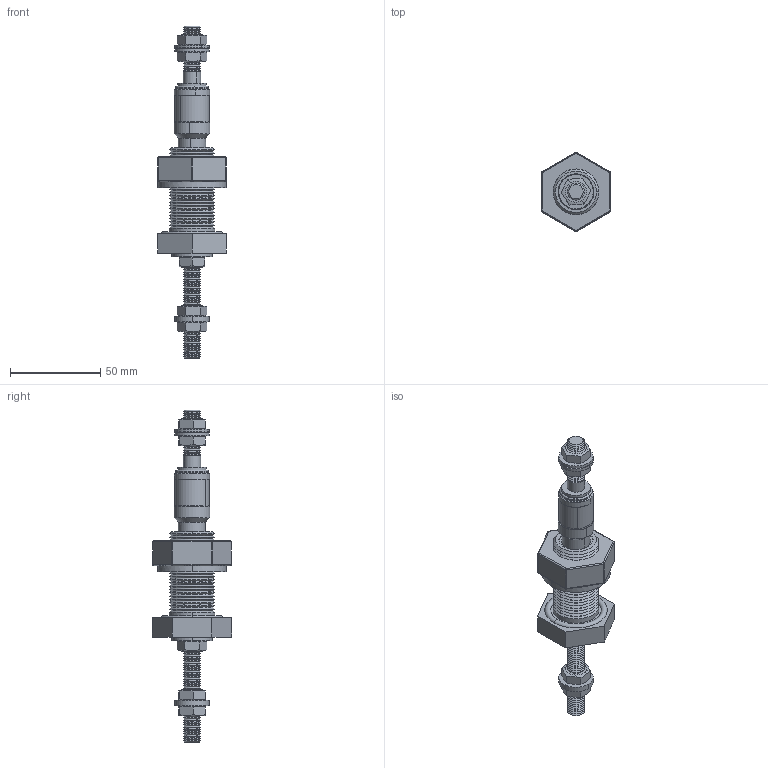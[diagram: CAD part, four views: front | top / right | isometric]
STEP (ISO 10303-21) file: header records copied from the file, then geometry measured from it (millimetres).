
FILE_DESCRIPTION (( 'STEP AP203' ), '1' );
FILE_NAME ('A0542-1-BP.STEP', '2013-06-10T11:08:41', ( '' ), ( '' ), 'SwSTEP 2.0', 'SolidWorks 2012', '' );
FILE_SCHEMA (( 'CONFIG_CONTROL_DESIGN' ));
Length unit declared in the file: inch
Products named in the file (1): A0542-1-BP
Bounding box: 38.1 x 43.99 x 184.15 mm (x, y, z)
Volume: 56002 mm3; surface area: 33631.4 mm2
Topology: 1 solids, 38 shells, 762 faces, 1580 edges, 856 vertices
Faces by surface type: cone 542, plane 96, cylinder 82, torus 30, sphere 12
Entity records: 20275 total; most frequent: DIRECTION 3848, CARTESIAN_POINT 3727, ORIENTED_EDGE 3144, AXIS2_PLACEMENT_3D 1573, EDGE_CURVE 1572, VERTEX_POINT 852, CIRCLE 810, EDGE_LOOP 802
